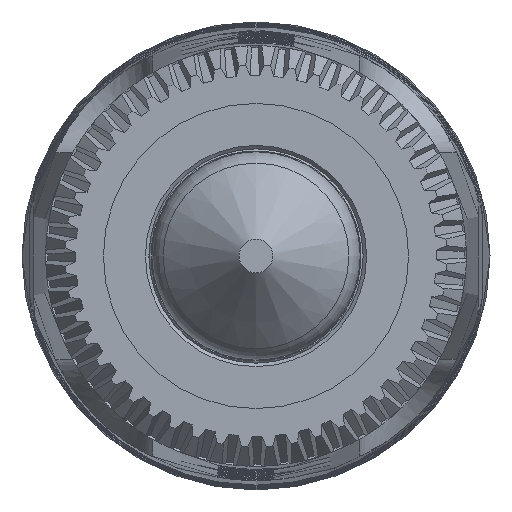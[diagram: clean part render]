
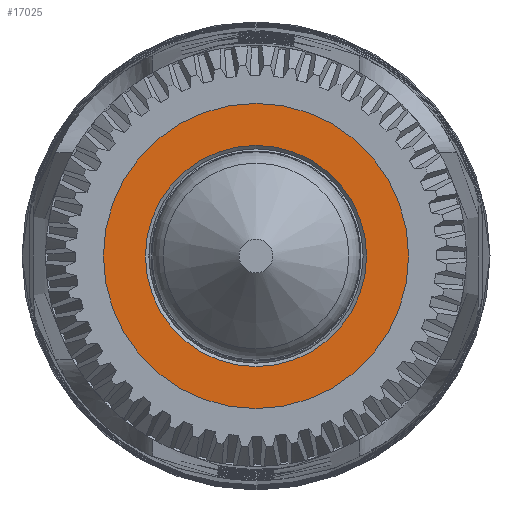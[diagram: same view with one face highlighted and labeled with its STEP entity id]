
A CAD part, front view. The second image highlights one B-rep face of the part: STEP entity #17025.
In plain terms, the highlighted planar face has unit normal (0, -1, 0).
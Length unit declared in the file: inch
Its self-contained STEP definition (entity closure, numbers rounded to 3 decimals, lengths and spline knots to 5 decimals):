
#744=FACE_BOUND('',#2761,.T.);
#1005=PLANE('',#18259);
#1846=FACE_OUTER_BOUND('',#2760,.T.);
#2760=EDGE_LOOP('',(#13303));
#2761=EDGE_LOOP('',(#13304));
#6183=CIRCLE('',#18256,0.12835);
#6186=CIRCLE('',#18260,0.17717);
#7346=VERTEX_POINT('',#30162);
#7349=VERTEX_POINT('',#30170);
#9462=EDGE_CURVE('',#7346,#7346,#6183,.T.);
#9466=EDGE_CURVE('',#7349,#7349,#6186,.T.);
#13303=ORIENTED_EDGE('',*,*,#9466,.F.);
#13304=ORIENTED_EDGE('',*,*,#9462,.F.);
#17025=ADVANCED_FACE('',(#1846,#744),#1005,.F.);
#18256=AXIS2_PLACEMENT_3D('',#30163,#21330,#21331);
#18259=AXIS2_PLACEMENT_3D('',#30169,#21337,#21338);
#18260=AXIS2_PLACEMENT_3D('',#30171,#21339,#21340);
#21330=DIRECTION('center_axis',(0.,-1.,0.));
#21331=DIRECTION('ref_axis',(0.,0.,
1.));
#21337=DIRECTION('center_axis',(0.,1.,0.));
#21338=DIRECTION('ref_axis',(1.,0.,0.));
#21339=DIRECTION('center_axis',(0.,1.,0.));
#21340=DIRECTION('ref_axis',(0.,0.,
1.));
#30162=CARTESIAN_POINT('',(0.,0.99163,-0.12835));
#30163=CARTESIAN_POINT('Origin',(0.,0.99163,
0.));
#30169=CARTESIAN_POINT('Origin',(0.,0.99163,
0.));
#30170=CARTESIAN_POINT('',(0.,0.99163,-0.17717));
#30171=CARTESIAN_POINT('Origin',(0.,0.99163,
0.));
